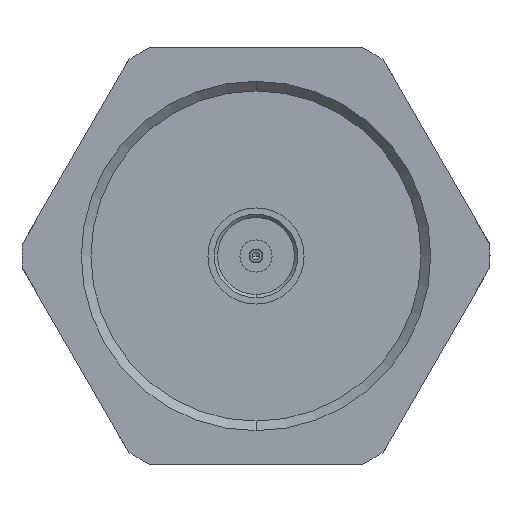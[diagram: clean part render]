
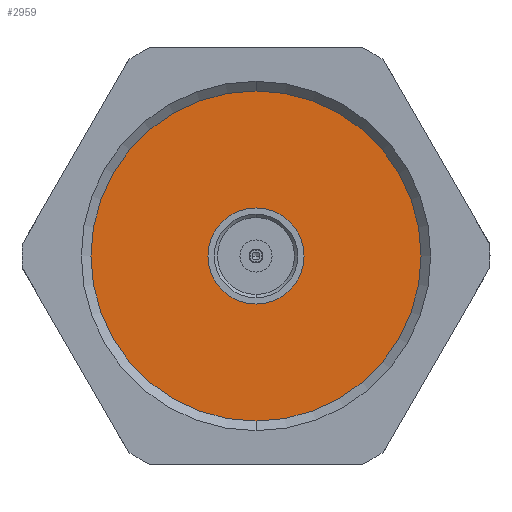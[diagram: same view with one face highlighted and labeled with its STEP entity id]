
A CAD part, left-side view. The second image highlights one B-rep face of the part: STEP entity #2959.
In plain terms, the highlighted planar face has unit normal (-1, 0, 0).
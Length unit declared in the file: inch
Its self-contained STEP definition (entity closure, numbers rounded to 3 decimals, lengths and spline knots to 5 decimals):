
#14 = VERTEX_POINT ( 'NONE', #527 ) ;
#18 = DIRECTION ( 'NONE',  ( 0., 0., 1. ) ) ;
#172 = AXIS2_PLACEMENT_3D ( 'NONE', #3125, #3454, #3185 ) ;
#223 = VERTEX_POINT ( 'NONE', #755 ) ;
#246 = EDGE_CURVE ( 'NONE', #403, #14, #3469, .T. ) ;
#252 = EDGE_CURVE ( 'NONE', #223, #2178, #856, .T. ) ;
#292 = CIRCLE ( 'NONE', #172, 0.05906 ) ;
#403 = VERTEX_POINT ( 'NONE', #1709 ) ;
#473 = EDGE_CURVE ( 'NONE', #14, #403, #3648, .T. ) ;
#527 = CARTESIAN_POINT ( 'NONE',  ( 0.19685, 0.20276, 0. ) ) ;
#626 = PLANE ( 'NONE',  #3741 ) ;
#755 = CARTESIAN_POINT ( 'NONE',  ( 0.19685, -0.05906, 0. ) ) ;
#836 = DIRECTION ( 'NONE',  ( -1., 0., 0. ) ) ;
#856 = CIRCLE ( 'NONE', #2369, 0.05906 ) ;
#1048 = CARTESIAN_POINT ( 'NONE',  ( 0.19685, 0., 0. ) ) ;
#1060 = AXIS2_PLACEMENT_3D ( 'NONE', #2572, #1376, #3789 ) ;
#1068 = DIRECTION ( 'NONE',  ( -1., 0., 0. ) ) ;
#1084 = DIRECTION ( 'NONE',  ( 0., 1., 0. ) ) ;
#1315 = EDGE_CURVE ( 'NONE', #2178, #223, #292, .T. ) ;
#1376 = DIRECTION ( 'NONE',  ( -1., 0., 0. ) ) ;
#1498 = EDGE_LOOP ( 'NONE', ( #3672, #3210 ) ) ;
#1505 = FACE_OUTER_BOUND ( 'NONE', #3040, .T. ) ;
#1709 = CARTESIAN_POINT ( 'NONE',  ( 0.19685, -0.20276, 0. ) ) ;
#1870 = CARTESIAN_POINT ( 'NONE',  ( 0.19685, 0., 0. ) ) ;
#2119 = FACE_BOUND ( 'NONE', #1498, .T. ) ;
#2178 = VERTEX_POINT ( 'NONE', #2851 ) ;
#2369 = AXIS2_PLACEMENT_3D ( 'NONE', #1048, #1068, #1084 ) ;
#2440 = AXIS2_PLACEMENT_3D ( 'NONE', #2975, #836, #2921 ) ;
#2485 = ORIENTED_EDGE ( 'NONE', *, *, #473, .T. ) ;
#2572 = CARTESIAN_POINT ( 'NONE',  ( 0.19685, 0., 0. ) ) ;
#2743 = DIRECTION ( 'NONE',  ( -1., 0., 0. ) ) ;
#2851 = CARTESIAN_POINT ( 'NONE',  ( 0.19685, 0.05906, 0. ) ) ;
#2921 = DIRECTION ( 'NONE',  ( 0., 1., 0. ) ) ;
#2959 = ADVANCED_FACE ( 'NONE', ( #2119, #1505 ), #626, .T. ) ;
#2975 = CARTESIAN_POINT ( 'NONE',  ( 0.19685, 0., 0. ) ) ;
#3040 = EDGE_LOOP ( 'NONE', ( #2485, #3324 ) ) ;
#3125 = CARTESIAN_POINT ( 'NONE',  ( 0.19685, 0., 0. ) ) ;
#3185 = DIRECTION ( 'NONE',  ( 0., 1., 0. ) ) ;
#3210 = ORIENTED_EDGE ( 'NONE', *, *, #252, .F. ) ;
#3324 = ORIENTED_EDGE ( 'NONE', *, *, #246, .T. ) ;
#3454 = DIRECTION ( 'NONE',  ( -1., 0., 0. ) ) ;
#3469 = CIRCLE ( 'NONE', #1060, 0.20276 ) ;
#3648 = CIRCLE ( 'NONE', #2440, 0.20276 ) ;
#3672 = ORIENTED_EDGE ( 'NONE', *, *, #1315, .F. ) ;
#3741 = AXIS2_PLACEMENT_3D ( 'NONE', #1870, #2743, #18 ) ;
#3789 = DIRECTION ( 'NONE',  ( 0., 1., 0. ) ) ;
